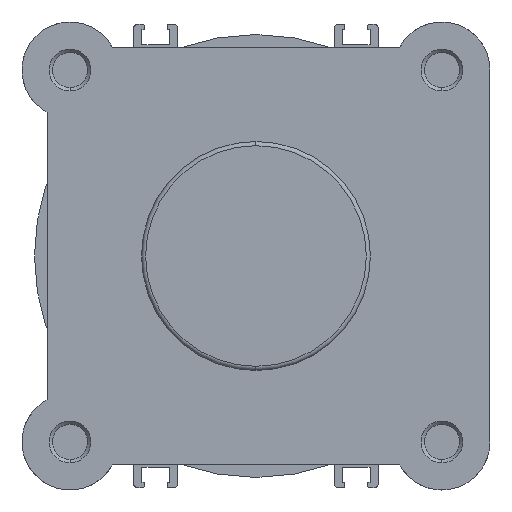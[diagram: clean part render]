
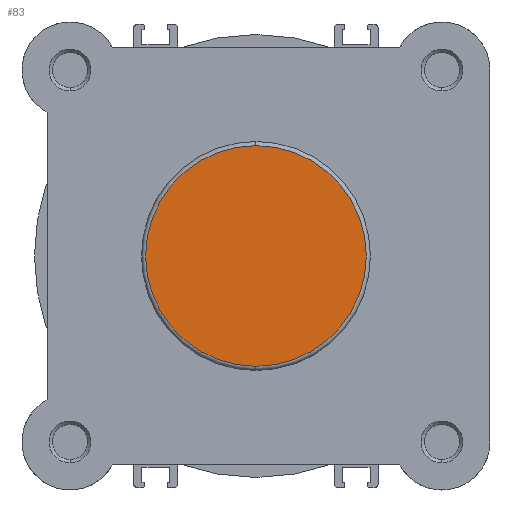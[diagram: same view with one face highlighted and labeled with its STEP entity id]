
A CAD part, left-side view. The second image highlights one B-rep face of the part: STEP entity #83.
In plain terms, the highlighted planar face has unit normal (-1, 0, 0).
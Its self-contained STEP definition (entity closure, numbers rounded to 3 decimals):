
#83 = ADVANCED_FACE ( 'NONE', ( #4559 ), #3301, .F. ) ;
#590 = CARTESIAN_POINT ( 'NONE',  ( 0., 0., 0. ) ) ;
#591 = DIRECTION ( 'NONE',  ( -1., 0., 0. ) ) ;
#592 = DIRECTION ( 'NONE',  ( 0., 0., -1. ) ) ;
#797 = CARTESIAN_POINT ( 'NONE',  ( 0., 0., 0. ) ) ;
#804 = DIRECTION ( 'NONE',  ( -1., 0., 0. ) ) ;
#805 = DIRECTION ( 'NONE',  ( 0., 0., -1. ) ) ;
#1149 = CARTESIAN_POINT ( 'NONE',  ( 0., 0., -26.4 ) ) ;
#1155 = CARTESIAN_POINT ( 'NONE',  ( 0., 0., 26.4 ) ) ;
#1929 = EDGE_CURVE ( 'NONE', #3582, #3564, #5938, .T. ) ;
#2014 = EDGE_CURVE ( 'NONE', #3564, #3582, #6087, .T. ) ;
#2156 = AXIS2_PLACEMENT_3D ( 'NONE', #3805, #3271, #3763 ) ;
#2545 = AXIS2_PLACEMENT_3D ( 'NONE', #590, #591, #592 ) ;
#2587 = AXIS2_PLACEMENT_3D ( 'NONE', #797, #804, #805 ) ;
#2756 = EDGE_LOOP ( 'NONE', ( #4376, #4375 ) ) ;
#3271 = DIRECTION ( 'NONE',  ( 1., 0., 0. ) ) ;
#3301 = PLANE ( 'NONE',  #2156 ) ;
#3564 = VERTEX_POINT ( 'NONE', #1149 ) ;
#3582 = VERTEX_POINT ( 'NONE', #1155 ) ;
#3763 = DIRECTION ( 'NONE',  ( 0., 0., -1. ) ) ;
#3805 = CARTESIAN_POINT ( 'NONE',  ( 0., 27.4, 0. ) ) ;
#4375 = ORIENTED_EDGE ( 'NONE', *, *, #1929, .T. ) ;
#4376 = ORIENTED_EDGE ( 'NONE', *, *, #2014, .T. ) ;
#4559 = FACE_OUTER_BOUND ( 'NONE', #2756, .T. ) ;
#5938 = CIRCLE ( 'NONE', #2545, 26.4 ) ;
#6087 = CIRCLE ( 'NONE', #2587, 26.4 ) ;
